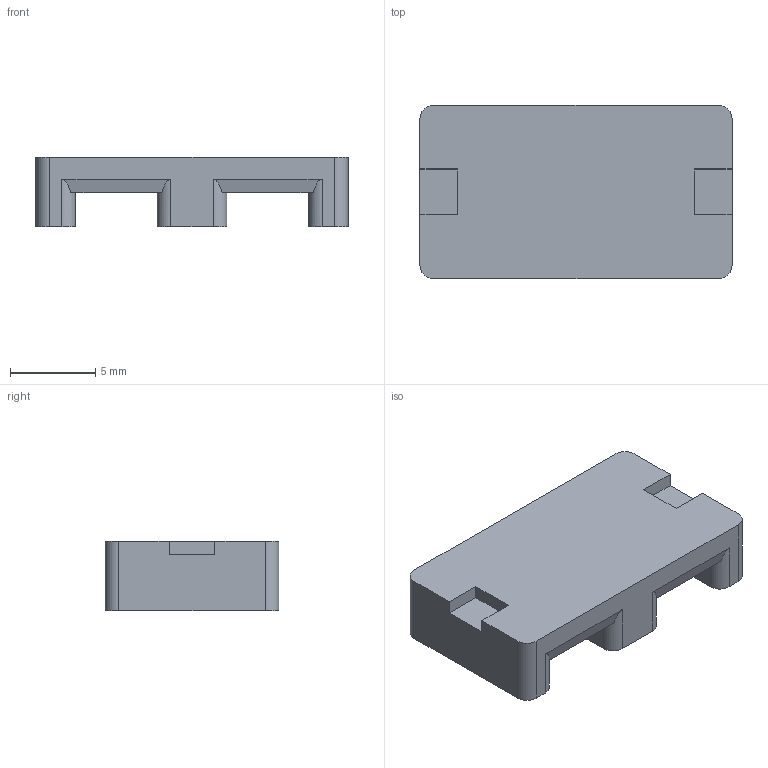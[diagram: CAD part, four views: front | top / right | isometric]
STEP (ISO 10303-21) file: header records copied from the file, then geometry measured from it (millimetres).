
FILE_DESCRIPTION((''),'2;1');
FILE_NAME('CORE_FERROXCUBE_E18-4-10-R.stp','2010-03-02T16:37:13',(''),(''),'Mechanical Desktop 2010','Mechanical Desktop 2010',', , ');
FILE_SCHEMA(('AUTOMOTIVE_DESIGN { 1 2 10303 214 1 1 1 1 }'));
Length unit declared in the file: millimetre
Products named in the file (1): Product
Bounding box: 18.35 x 10.2 x 4.1 mm (x, y, z)
Volume: 555.7 mm3; surface area: 642.6 mm2
Topology: 1 solids, 1 shells, 38 faces, 109 edges, 74 vertices
Faces by surface type: plane 26, cylinder 12
Entity records: 1303 total; most frequent: CARTESIAN_POINT 221, DIRECTION 219, ORIENTED_EDGE 216, EDGE_CURVE 108, VECTOR 77, LINE 77, VERTEX_POINT 72, AXIS2_PLACEMENT_3D 71
